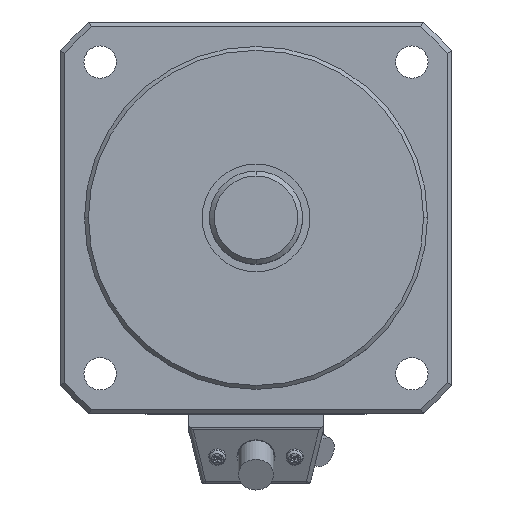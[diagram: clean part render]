
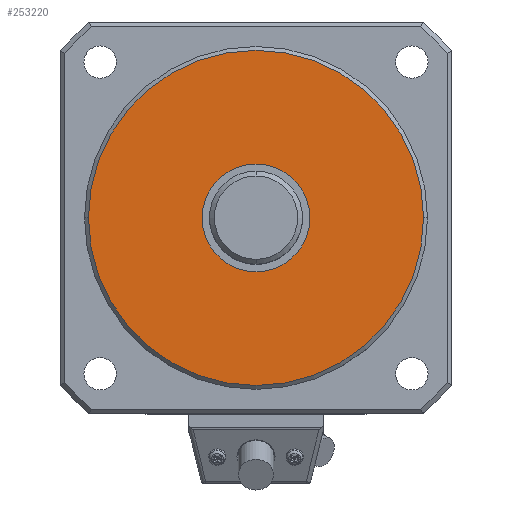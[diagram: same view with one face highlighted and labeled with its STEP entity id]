
A CAD part, top view. The second image highlights one B-rep face of the part: STEP entity #253220.
In plain terms, the highlighted face is planar.
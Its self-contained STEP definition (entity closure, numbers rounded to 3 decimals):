
#252740=CARTESIAN_POINT('',(-34.2,0.,2.1)
);
#252750=VERTEX_POINT('',#252740);
#252830=CARTESIAN_POINT('',(34.2,0.,2.1));
#252840=VERTEX_POINT('',#252830);
#252870=CARTESIAN_POINT('',(0.,0.,2.1));
#252880=DIRECTION('',(0.,0.,-1.));
#252890=DIRECTION('',(-1.,0.,0.));
#252900=AXIS2_PLACEMENT_3D('',#252870,#252880,#252890);
#252910=CIRCLE('',#252900,34.2);
#252920=EDGE_CURVE('',#252840,#252750,#252910,.T.);
#252970=CARTESIAN_POINT('',(-37.75,0.,2.1));
#252980=DIRECTION('',(0.,0.,-1.));
#252990=DIRECTION('',(-1.,0.,0.));
#253000=AXIS2_PLACEMENT_3D('',#252970,#252980,#252990);
#253010=PLANE('',#253000);
#253020=CARTESIAN_POINT('',(0.,0.,2.1));
#253030=DIRECTION('',(0.,0.,-1.));
#253040=DIRECTION('',(-1.,0.,0.));
#253050=AXIS2_PLACEMENT_3D('',#253020,#253030,#253040);
#253060=CIRCLE('',#253050,11.);
#253070=CARTESIAN_POINT('',(-11.,0.,2.1));
#253080=VERTEX_POINT('',#253070);
#253090=CARTESIAN_POINT('',(11.,0.,2.1));
#253100=VERTEX_POINT('',#253090);
#253110=EDGE_CURVE('',#253080,#253100,#253060,.T.);
#253120=ORIENTED_EDGE('',*,*,#253110,.F.);
#253130=EDGE_CURVE('',#253100,#253080,#253060,.T.);
#253140=ORIENTED_EDGE('',*,*,#253130,.F.);
#253150=EDGE_LOOP('',(#253140,#253120));
#253160=FACE_BOUND('',#253150,.T.);
#253170=EDGE_CURVE('',#252750,#252840,#252910,.T.);
#253180=ORIENTED_EDGE('',*,*,#253170,.T.);
#253190=ORIENTED_EDGE('',*,*,#252920,.T.);
#253200=EDGE_LOOP('',(#253190,#253180));
#253210=FACE_OUTER_BOUND('',#253200,.T.);
#253220=ADVANCED_FACE('',(#253160,#253210),#253010,.T.);
